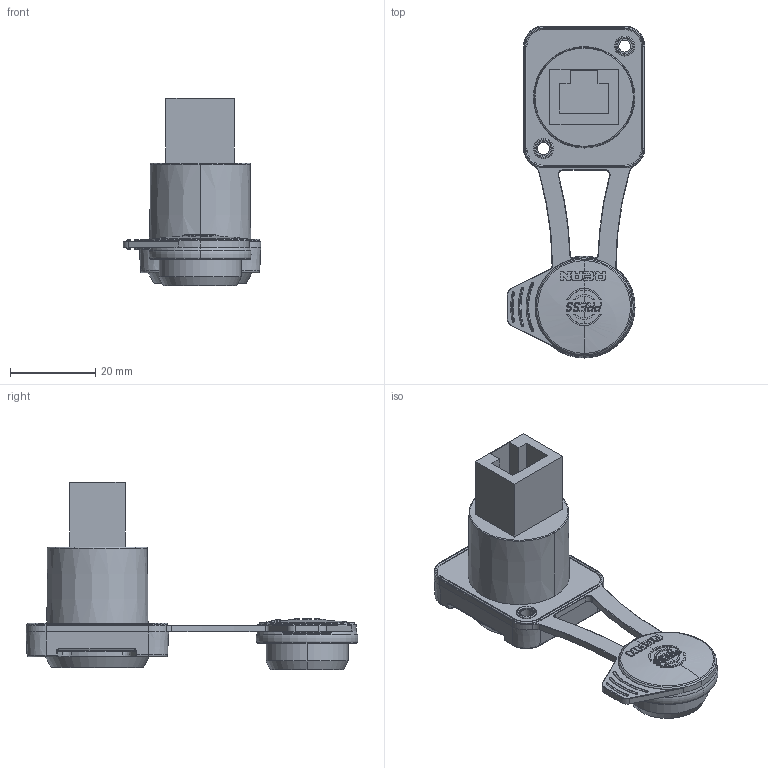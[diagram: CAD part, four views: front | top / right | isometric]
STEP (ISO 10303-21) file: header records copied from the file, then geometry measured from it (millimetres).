
FILE_DESCRIPTION((''),'2;1');
FILE_NAME('RRE8F-Z-110-0_SW0001','2023-04-26T14:02:44',('wenqing.huang'),(''),'CREO PARAMETRIC BY PTC INC, 2021184','CREO PARAMETRIC BY PTC INC, 2021184','');
FILE_SCHEMA(('CONFIG_CONTROL_DESIGN'));
Length unit declared in the file: millimetre
Products named in the file (1): RRE8F-Z-110-0_SW0001
Bounding box: 32.2 x 77.74 x 43.8 mm (x, y, z)
Volume: 16587.8 mm3; surface area: 11126.8 mm2
Topology: 1 solids, 9 shells, 1038 faces, 2834 edges, 1858 vertices
Faces by surface type: plane 602, cylinder 224, torus 95, cone 60, bspline 36, sphere 19, extrusion 2
Entity records: 35103 total; most frequent: CARTESIAN_POINT 8145, DIRECTION 5839, ORIENTED_EDGE 5662, EDGE_CURVE 2831, AXIS2_PLACEMENT_3D 2236, VERTEX_POINT 1858, VECTOR 1367, LINE 1365
